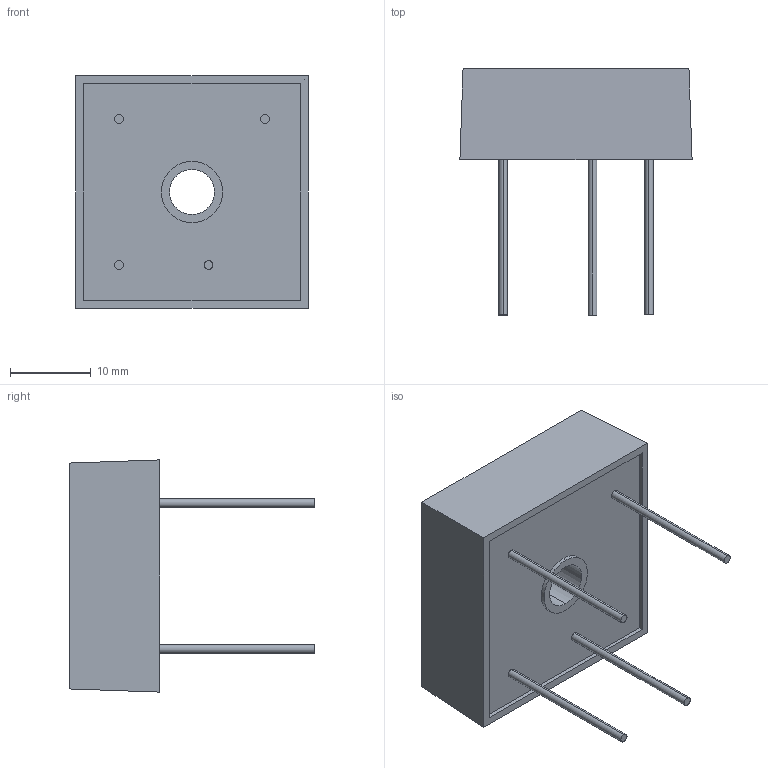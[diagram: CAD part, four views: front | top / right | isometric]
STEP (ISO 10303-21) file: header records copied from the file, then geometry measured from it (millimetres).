
FILE_DESCRIPTION (( 'STEP AP214' ), '1' );
FILE_NAME ('36645999-E858-4660-8C7C-76F3C76082C9.STEP', '2025-01-26T12:01:20', ( '' ), ( '' ), 'SwSTEP 2.0', 'SolidWorks 2022', '' );
FILE_SCHEMA (( 'AUTOMOTIVE_DESIGN' ));
Length unit declared in the file: millimetre
Products named in the file (1): 36645999-E858-4660-8C7C-76F3C76082C9
Bounding box: 28.8 x 30.5 x 28.8 mm (x, y, z)
Volume: 8522.2 mm3; surface area: 3370.7 mm2
Topology: 1 solids, 1 shells, 28 faces, 60 edges, 40 vertices
Faces by surface type: plane 16, cylinder 12
Entity records: 938 total; most frequent: DIRECTION 142, CARTESIAN_POINT 129, ORIENTED_EDGE 120, EDGE_CURVE 60, AXIS2_PLACEMENT_3D 53, VERTEX_POINT 40, VECTOR 36, LINE 36
